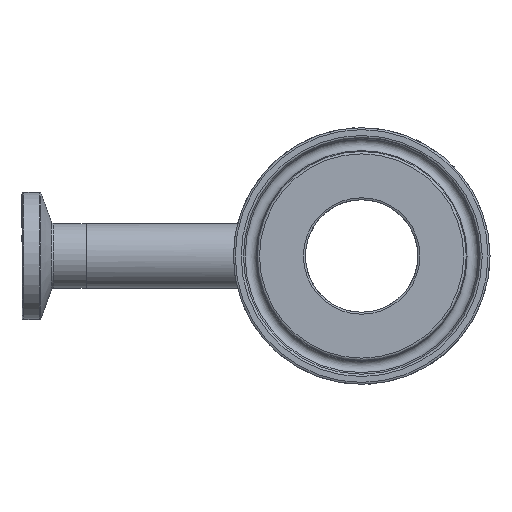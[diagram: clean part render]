
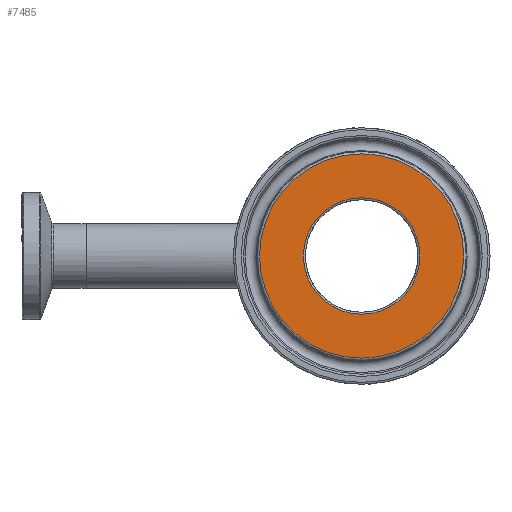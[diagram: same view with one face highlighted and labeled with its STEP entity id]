
A CAD part, left-side view. The second image highlights one B-rep face of the part: STEP entity #7485.
In plain terms, the highlighted planar face has unit normal (-1, 0, 0).
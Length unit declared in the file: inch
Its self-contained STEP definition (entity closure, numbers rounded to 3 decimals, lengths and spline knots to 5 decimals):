
#155=FACE_BOUND('',#1422,.T.);
#358=PLANE('',#7938);
#934=FACE_OUTER_BOUND('',#1421,.T.);
#1421=EDGE_LOOP('',(#6866));
#1422=EDGE_LOOP('',(#6867));
#2618=CIRCLE('',#7937,0.45);
#2619=CIRCLE('',#7939,0.78916);
#3704=VERTEX_POINT('',#16211);
#3705=VERTEX_POINT('',#16214);
#4772=EDGE_CURVE('',#3704,#3704,#2618,.T.);
#4773=EDGE_CURVE('',#3705,#3705,#2619,.T.);
#6866=ORIENTED_EDGE('',*,*,#4773,.F.);
#6867=ORIENTED_EDGE('',*,*,#4772,.F.);
#7485=ADVANCED_FACE('',(#934,#155),#358,.T.);
#7937=AXIS2_PLACEMENT_3D('',#16212,#9320,#9321);
#7938=AXIS2_PLACEMENT_3D('',#16213,#9322,#9323);
#7939=AXIS2_PLACEMENT_3D('',#16215,#9324,#9325);
#9320=DIRECTION('center_axis',(-1.,0.,0.));
#9321=DIRECTION('ref_axis',(0.,-1.,0.));
#9322=DIRECTION('center_axis',(-1.,0.,0.));
#9323=DIRECTION('ref_axis',(0.,0.,1.));
#9324=DIRECTION('center_axis',(1.,0.,0.));
#9325=DIRECTION('ref_axis',(0.,-1.,0.));
#16211=CARTESIAN_POINT('',(-2.625,0.45,0.));
#16212=CARTESIAN_POINT('Origin',(-2.625,0.,0.));
#16213=CARTESIAN_POINT('Origin',(-2.625,0.80316,0.));
#16214=CARTESIAN_POINT('',(-2.625,0.78916,0.));
#16215=CARTESIAN_POINT('Origin',(-2.625,0.,0.));
